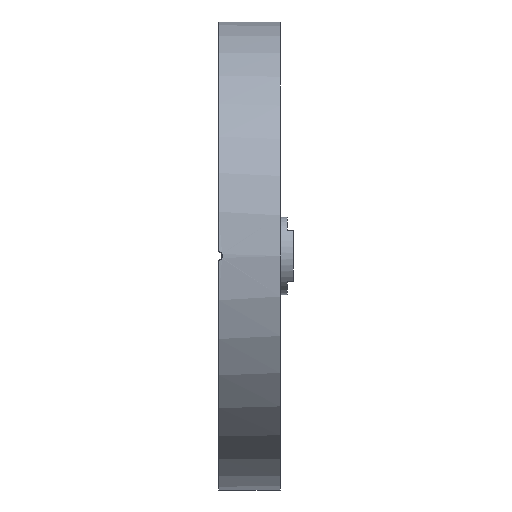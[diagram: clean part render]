
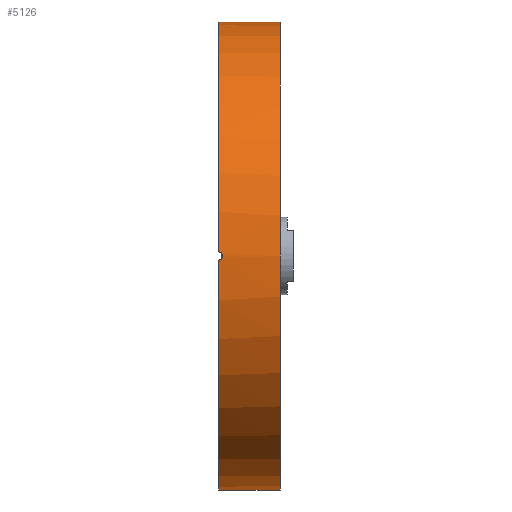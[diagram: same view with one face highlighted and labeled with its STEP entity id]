
A CAD part, left-side view. The second image highlights one B-rep face of the part: STEP entity #5126.
In plain terms, the highlighted cylindrical face has radius 57.15 mm (diameter 114.3 mm), a partial arc.
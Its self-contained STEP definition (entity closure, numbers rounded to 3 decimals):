
#251 = DIRECTION ( 'NONE',  ( 0., 1., 0. ) ) ;
#348 = CARTESIAN_POINT ( 'NONE',  ( -57.15, -0.974, 0.263 ) ) ;
#355 = LINE ( 'NONE', #4235, #9411 ) ;
#491 = CARTESIAN_POINT ( 'NONE',  ( 0., -15., 0. ) ) ;
#832 = CARTESIAN_POINT ( 'NONE',  ( 0., -15., -57.15 ) ) ;
#862 = EDGE_CURVE ( 'NONE', #1391, #8441, #355, .T. ) ;
#900 = CARTESIAN_POINT ( 'NONE',  ( 0., 0., 0. ) ) ;
#1015 = ORIENTED_EDGE ( 'NONE', *, *, #8270, .T. ) ;
#1062 = ORIENTED_EDGE ( 'NONE', *, *, #2136, .T. ) ;
#1080 = CARTESIAN_POINT ( 'NONE',  ( -57.15, -1., -0.13 ) ) ;
#1141 = CARTESIAN_POINT ( 'NONE',  ( 0., -15., 57.15 ) ) ;
#1391 = VERTEX_POINT ( 'NONE', #1141 ) ;
#1427 = CARTESIAN_POINT ( 'NONE',  ( 0., 0., -57.15 ) ) ;
#1621 = DIRECTION ( 'NONE',  ( 0., 0., 1. ) ) ;
#1799 = CARTESIAN_POINT ( 'NONE',  ( -57.148, -0.874, -0.503 ) ) ;
#1971 = AXIS2_PLACEMENT_3D ( 'NONE', #7951, #3530, #8691 ) ;
#2050 = ORIENTED_EDGE ( 'NONE', *, *, #7855, .F. ) ;
#2085 = VECTOR ( 'NONE', #2786, 1000. ) ;
#2136 = EDGE_CURVE ( 'NONE', #5304, #3271, #2551, .T. ) ;
#2216 = CARTESIAN_POINT ( 'NONE',  ( 0., 0., 57.15 ) ) ;
#2497 = CARTESIAN_POINT ( 'NONE',  ( -57.142, -0.262, 0.974 ) ) ;
#2534 = CARTESIAN_POINT ( 'NONE',  ( -57.143, -0.521, -0.893 ) ) ;
#2551 = B_SPLINE_CURVE_WITH_KNOTS ( 'NONE', 3,
 ( #6889, #7643, #2497, #8390, #3981, #9132, #4713, #348, #5449, #1080, #6191, #1799, #6921, #2534, #7671, #3261 ),
 .UNSPECIFIED., .F., .F.,
 ( 4, 2, 2, 2, 2, 2, 2, 4 ),
 ( 0., 0., 0.001, 0.001, 0.002, 0.002, 0.002, 0.003 ),
 .UNSPECIFIED. ) ;
#2666 = CIRCLE ( 'NONE', #6756, 57.15 ) ;
#2709 = DIRECTION ( 'NONE',  ( 0., 1., 0. ) ) ;
#2786 = DIRECTION ( 'NONE',  ( 0., 1., 0. ) ) ;
#3261 = CARTESIAN_POINT ( 'NONE',  ( -57.141, 0., -1. ) ) ;
#3271 = VERTEX_POINT ( 'NONE', #3931 ) ;
#3530 = DIRECTION ( 'NONE',  ( 0., 1., 0. ) ) ;
#3595 = CARTESIAN_POINT ( 'NONE',  ( -57.141, 0., 1. ) ) ;
#3931 = CARTESIAN_POINT ( 'NONE',  ( -57.141, 0., -1. ) ) ;
#3981 = CARTESIAN_POINT ( 'NONE',  ( -57.144, -0.615, 0.799 ) ) ;
#3994 = VERTEX_POINT ( 'NONE', #832 ) ;
#4026 = CYLINDRICAL_SURFACE ( 'NONE', #4424, 57.15 ) ;
#4235 = CARTESIAN_POINT ( 'NONE',  ( 0., -15., 57.15 ) ) ;
#4319 = ORIENTED_EDGE ( 'NONE', *, *, #5924, .F. ) ;
#4363 = AXIS2_PLACEMENT_3D ( 'NONE', #4611, #251, #5345 ) ;
#4424 = AXIS2_PLACEMENT_3D ( 'NONE', #491, #9266, #4843 ) ;
#4519 = EDGE_LOOP ( 'NONE', ( #5038, #1015, #7864, #4319, #1062, #2050 ) ) ;
#4611 = CARTESIAN_POINT ( 'NONE',  ( 0., 0., 0. ) ) ;
#4713 = CARTESIAN_POINT ( 'NONE',  ( -57.148, -0.874, 0.503 ) ) ;
#4843 = DIRECTION ( 'NONE',  ( 0., 0., 1. ) ) ;
#5038 = ORIENTED_EDGE ( 'NONE', *, *, #5222, .F. ) ;
#5126 = ADVANCED_FACE ( 'NONE', ( #6200 ), #4026, .T. ) ;
#5222 = EDGE_CURVE ( 'NONE', #3994, #5313, #5277, .T. ) ;
#5277 = LINE ( 'NONE', #7185, #2085 ) ;
#5304 = VERTEX_POINT ( 'NONE', #3595 ) ;
#5313 = VERTEX_POINT ( 'NONE', #1427 ) ;
#5345 = DIRECTION ( 'NONE',  ( 0., 0., 1. ) ) ;
#5449 = CARTESIAN_POINT ( 'NONE',  ( -57.15, -1., 0.131 ) ) ;
#5901 = CIRCLE ( 'NONE', #1971, 57.15 ) ;
#5924 = EDGE_CURVE ( 'NONE', #5304, #8441, #7989, .T. ) ;
#6002 = DIRECTION ( 'NONE',  ( 0., 1., 0. ) ) ;
#6191 = CARTESIAN_POINT ( 'NONE',  ( -57.15, -0.974, -0.261 ) ) ;
#6200 = FACE_OUTER_BOUND ( 'NONE', #4519, .T. ) ;
#6756 = AXIS2_PLACEMENT_3D ( 'NONE', #900, #6002, #1621 ) ;
#6889 = CARTESIAN_POINT ( 'NONE',  ( -57.141, 0., 1. ) ) ;
#6921 = CARTESIAN_POINT ( 'NONE',  ( -57.147, -0.801, -0.613 ) ) ;
#7185 = CARTESIAN_POINT ( 'NONE',  ( 0., -15., -57.15 ) ) ;
#7643 = CARTESIAN_POINT ( 'NONE',  ( -57.141, -0.132, 1. ) ) ;
#7671 = CARTESIAN_POINT ( 'NONE',  ( -57.141, -0.264, -1. ) ) ;
#7855 = EDGE_CURVE ( 'NONE', #5313, #3271, #2666, .T. ) ;
#7864 = ORIENTED_EDGE ( 'NONE', *, *, #862, .T. ) ;
#7951 = CARTESIAN_POINT ( 'NONE',  ( 0., -15., 0. ) ) ;
#7989 = CIRCLE ( 'NONE', #4363, 57.15 ) ;
#8270 = EDGE_CURVE ( 'NONE', #3994, #1391, #5901, .T. ) ;
#8390 = CARTESIAN_POINT ( 'NONE',  ( -57.143, -0.504, 0.874 ) ) ;
#8441 = VERTEX_POINT ( 'NONE', #2216 ) ;
#8691 = DIRECTION ( 'NONE',  ( 0., 0., 1. ) ) ;
#9132 = CARTESIAN_POINT ( 'NONE',  ( -57.147, -0.799, 0.615 ) ) ;
#9266 = DIRECTION ( 'NONE',  ( 0., 1., 0. ) ) ;
#9411 = VECTOR ( 'NONE', #2709, 1000. ) ;
